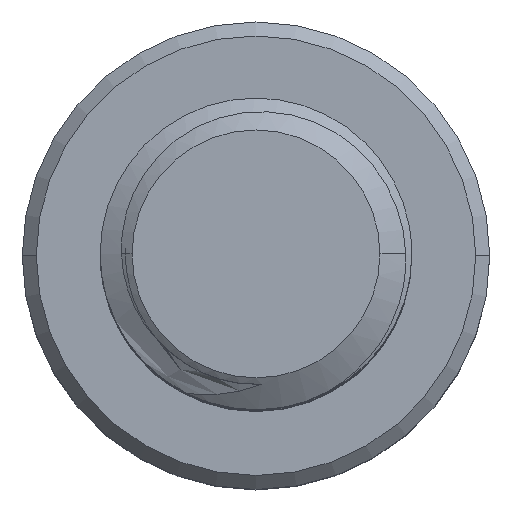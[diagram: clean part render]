
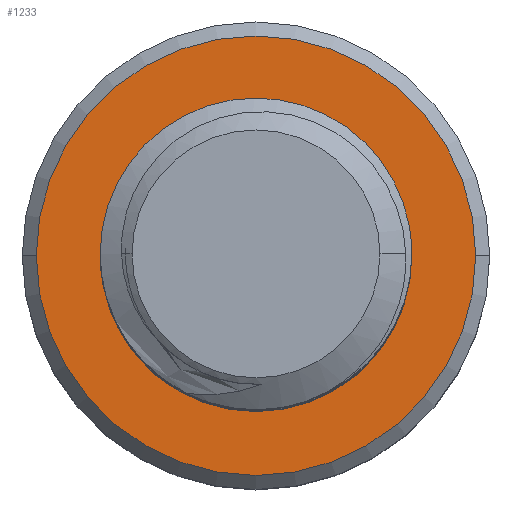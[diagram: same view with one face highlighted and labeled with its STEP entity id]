
A CAD part, top view. The second image highlights one B-rep face of the part: STEP entity #1233.
In plain terms, the highlighted planar face has unit normal (0, 0, 1).
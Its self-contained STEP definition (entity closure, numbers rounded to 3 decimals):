
#83 = AXIS2_PLACEMENT_3D ( 'NONE', #4109, #3074, #4596 ) ;
#119 = EDGE_CURVE ( 'NONE', #2307, #991, #2308, .T. ) ;
#215 = CARTESIAN_POINT ( 'NONE',  ( -8.46, 0., -40. ) ) ;
#219 = FACE_OUTER_BOUND ( 'NONE', #1410, .T. ) ;
#294 = VERTEX_POINT ( 'NONE', #6360 ) ;
#855 = AXIS2_PLACEMENT_3D ( 'NONE', #1723, #4789, #2186 ) ;
#991 = VERTEX_POINT ( 'NONE', #215 ) ;
#1105 = CARTESIAN_POINT ( 'NONE',  ( 0., 0., -40. ) ) ;
#1233 = ADVANCED_FACE ( 'NONE', ( #219, #2540 ), #1994, .F. ) ;
#1353 = AXIS2_PLACEMENT_3D ( 'NONE', #1105, #5361, #6400 ) ;
#1410 = EDGE_LOOP ( 'NONE', ( #2092, #3195 ) ) ;
#1560 = CARTESIAN_POINT ( 'NONE',  ( 0., 0., -40. ) ) ;
#1723 = CARTESIAN_POINT ( 'NONE',  ( 0., 0., -40. ) ) ;
#1733 = ORIENTED_EDGE ( 'NONE', *, *, #5103, .F. ) ;
#1994 = PLANE ( 'NONE',  #83 ) ;
#2092 = ORIENTED_EDGE ( 'NONE', *, *, #4645, .T. ) ;
#2186 = DIRECTION ( 'NONE',  ( -1., 0., 0. ) ) ;
#2307 = VERTEX_POINT ( 'NONE', #3050 ) ;
#2308 = CIRCLE ( 'NONE', #855, 8.46 ) ;
#2540 = FACE_BOUND ( 'NONE', #5993, .T. ) ;
#2606 = ORIENTED_EDGE ( 'NONE', *, *, #3903, .F. ) ;
#2798 = CARTESIAN_POINT ( 'NONE',  ( -6., 0., -40. ) ) ;
#2865 = CIRCLE ( 'NONE', #3622, 8.46 ) ;
#3050 = CARTESIAN_POINT ( 'NONE',  ( 8.46, 0., -40. ) ) ;
#3074 = DIRECTION ( 'NONE',  ( 0., 0., -1. ) ) ;
#3195 = ORIENTED_EDGE ( 'NONE', *, *, #119, .T. ) ;
#3327 = CIRCLE ( 'NONE', #5925, 6. ) ;
#3622 = AXIS2_PLACEMENT_3D ( 'NONE', #1560, #5217, #5741 ) ;
#3903 = EDGE_CURVE ( 'NONE', #294, #5381, #6157, .T. ) ;
#4109 = CARTESIAN_POINT ( 'NONE',  ( 0., 0., -40. ) ) ;
#4596 = DIRECTION ( 'NONE',  ( -1., 0., 0. ) ) ;
#4645 = EDGE_CURVE ( 'NONE', #991, #2307, #2865, .T. ) ;
#4789 = DIRECTION ( 'NONE',  ( 0., 0., 1. ) ) ;
#4820 = DIRECTION ( 'NONE',  ( 0., 0., 1. ) ) ;
#5103 = EDGE_CURVE ( 'NONE', #5381, #294, #3327, .T. ) ;
#5217 = DIRECTION ( 'NONE',  ( 0., 0., 1. ) ) ;
#5272 = DIRECTION ( 'NONE',  ( -1., 0., 0. ) ) ;
#5311 = CARTESIAN_POINT ( 'NONE',  ( 0., 0., -40. ) ) ;
#5361 = DIRECTION ( 'NONE',  ( 0., 0., 1. ) ) ;
#5381 = VERTEX_POINT ( 'NONE', #2798 ) ;
#5741 = DIRECTION ( 'NONE',  ( -1., 0., 0. ) ) ;
#5925 = AXIS2_PLACEMENT_3D ( 'NONE', #5311, #4820, #5272 ) ;
#5993 = EDGE_LOOP ( 'NONE', ( #2606, #1733 ) ) ;
#6157 = CIRCLE ( 'NONE', #1353, 6. ) ;
#6360 = CARTESIAN_POINT ( 'NONE',  ( 6., 0., -40. ) ) ;
#6400 = DIRECTION ( 'NONE',  ( -1., 0., 0. ) ) ;
